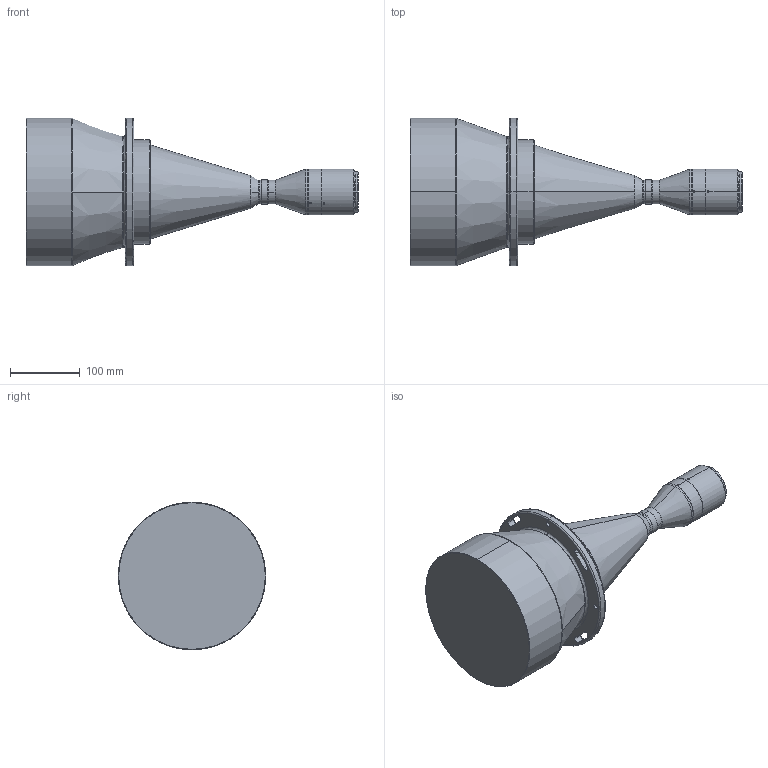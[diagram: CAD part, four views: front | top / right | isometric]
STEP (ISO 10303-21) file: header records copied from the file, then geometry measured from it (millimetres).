
FILE_DESCRIPTION (( 'STEP AP203' ), '1' );
FILE_NAME ('DTCM210-170-M58-AL.STEP', '2022-11-28T00:56:35', ( '' ), ( '' ), 'SwSTEP 2.0', 'SolidWorks 2017', '' );
FILE_SCHEMA (( 'CONFIG_CONTROL_DESIGN' ));
Length unit declared in the file: millimetre
Products named in the file (1): DTCM210-170-M58-AL
Bounding box: 477.4 x 212 x 212 mm (x, y, z)
Volume: 6623120.3 mm3; surface area: 258949.6 mm2
Topology: 1 solids, 1 shells, 127 faces, 314 edges, 190 vertices
Faces by surface type: cylinder 66, cone 32, bspline 18, plane 11
Entity records: 4719 total; most frequent: CARTESIAN_POINT 1706, DIRECTION 640, ORIENTED_EDGE 604, EDGE_CURVE 302, AXIS2_PLACEMENT_3D 270, VERTEX_POINT 190, CIRCLE 160, EDGE_LOOP 156
